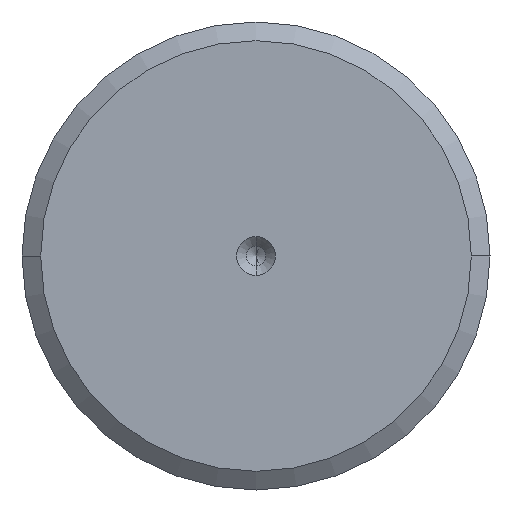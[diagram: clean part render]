
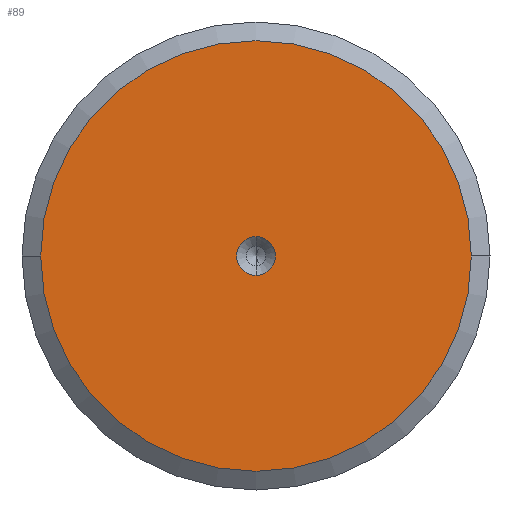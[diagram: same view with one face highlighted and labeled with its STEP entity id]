
A CAD part, left-side view. The second image highlights one B-rep face of the part: STEP entity #89.
In plain terms, the highlighted planar face has unit normal (-1, 0, 0).
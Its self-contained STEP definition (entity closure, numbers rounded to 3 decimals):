
#73 = AXIS2_PLACEMENT_3D ( 'NONE', #1161, #863, #487 ) ;
#89 = ADVANCED_FACE ( 'NONE', ( #2262, #152 ), #1722, .T. ) ;
#117 = CIRCLE ( 'NONE', #73, 2.075 ) ;
#151 = CARTESIAN_POINT ( 'NONE',  ( 0., 0., 0. ) ) ;
#152 = FACE_OUTER_BOUND ( 'NONE', #1772, .T. ) ;
#166 = DIRECTION ( 'NONE',  ( 0., -1., 0. ) ) ;
#182 = EDGE_CURVE ( 'NONE', #1806, #2101, #529, .T. ) ;
#188 = EDGE_CURVE ( 'NONE', #775, #1622, #117, .T. ) ;
#303 = AXIS2_PLACEMENT_3D ( 'NONE', #829, #2077, #2296 ) ;
#324 = CARTESIAN_POINT ( 'NONE',  ( 0., 0., 2.075 ) ) ;
#352 = CIRCLE ( 'NONE', #940, 23. ) ;
#470 = AXIS2_PLACEMENT_3D ( 'NONE', #151, #2279, #166 ) ;
#477 = CARTESIAN_POINT ( 'NONE',  ( 0., -23., 0. ) ) ;
#487 = DIRECTION ( 'NONE',  ( 0., -1., 0. ) ) ;
#529 = CIRCLE ( 'NONE', #1066, 23. ) ;
#748 = ORIENTED_EDGE ( 'NONE', *, *, #2229, .T. ) ;
#775 = VERTEX_POINT ( 'NONE', #1048 ) ;
#796 = CIRCLE ( 'NONE', #470, 2.075 ) ;
#829 = CARTESIAN_POINT ( 'NONE',  ( 0., 0., 0. ) ) ;
#863 = DIRECTION ( 'NONE',  ( 1., 0., 0. ) ) ;
#940 = AXIS2_PLACEMENT_3D ( 'NONE', #963, #989, #1504 ) ;
#963 = CARTESIAN_POINT ( 'NONE',  ( 0., 0., 0. ) ) ;
#989 = DIRECTION ( 'NONE',  ( -1., 0., 0. ) ) ;
#1030 = DIRECTION ( 'NONE',  ( -1., 0., 0. ) ) ;
#1042 = CARTESIAN_POINT ( 'NONE',  ( 0., 23., 0. ) ) ;
#1048 = CARTESIAN_POINT ( 'NONE',  ( 0., 0., -2.075 ) ) ;
#1066 = AXIS2_PLACEMENT_3D ( 'NONE', #1197, #1030, #1558 ) ;
#1161 = CARTESIAN_POINT ( 'NONE',  ( 0., 0., 0. ) ) ;
#1197 = CARTESIAN_POINT ( 'NONE',  ( 0., 0., 0. ) ) ;
#1214 = ORIENTED_EDGE ( 'NONE', *, *, #2092, .T. ) ;
#1504 = DIRECTION ( 'NONE',  ( 0., -1., 0. ) ) ;
#1558 = DIRECTION ( 'NONE',  ( 0., -1., 0. ) ) ;
#1622 = VERTEX_POINT ( 'NONE', #324 ) ;
#1722 = PLANE ( 'NONE',  #303 ) ;
#1772 = EDGE_LOOP ( 'NONE', ( #1965, #1214 ) ) ;
#1786 = ORIENTED_EDGE ( 'NONE', *, *, #188, .T. ) ;
#1806 = VERTEX_POINT ( 'NONE', #1042 ) ;
#1965 = ORIENTED_EDGE ( 'NONE', *, *, #182, .T. ) ;
#2072 = EDGE_LOOP ( 'NONE', ( #748, #1786 ) ) ;
#2077 = DIRECTION ( 'NONE',  ( -1., 0., 0. ) ) ;
#2092 = EDGE_CURVE ( 'NONE', #2101, #1806, #352, .T. ) ;
#2101 = VERTEX_POINT ( 'NONE', #477 ) ;
#2229 = EDGE_CURVE ( 'NONE', #1622, #775, #796, .T. ) ;
#2262 = FACE_BOUND ( 'NONE', #2072, .T. ) ;
#2279 = DIRECTION ( 'NONE',  ( 1., 0., 0. ) ) ;
#2296 = DIRECTION ( 'NONE',  ( 0., -1., 0. ) ) ;
